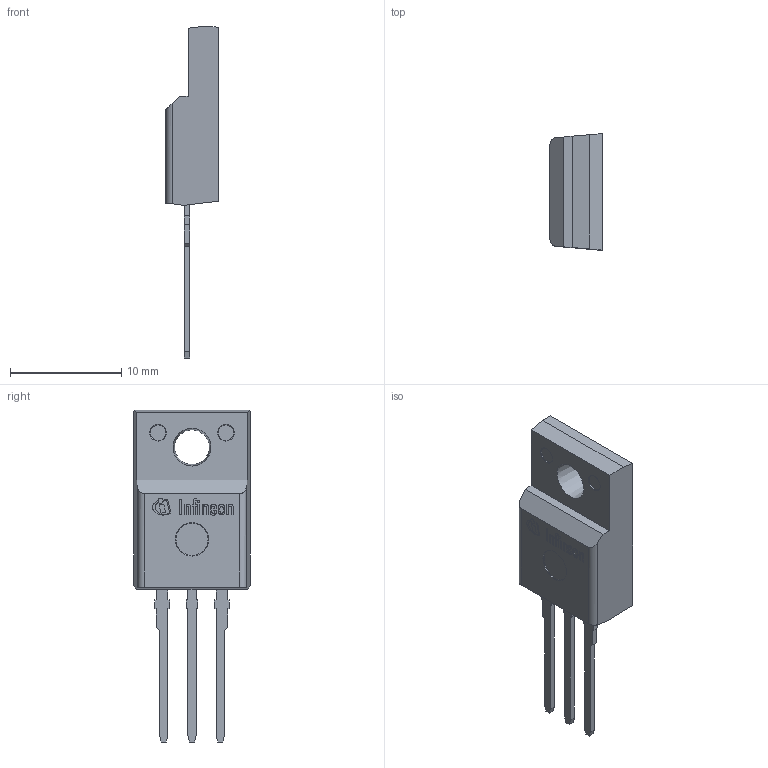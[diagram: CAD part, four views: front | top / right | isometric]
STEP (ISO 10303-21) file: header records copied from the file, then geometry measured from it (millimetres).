
FILE_DESCRIPTION(/* description */ (''),/* implementation_level */ '2;1');
FILE_NAME(/* name */ 'PG-TO220-3-111_Z8B00003288_V03_3D.stp',/* time_stamp */ '2020-03-17T20:38:10+05:00',/* author */ ('janartha'),/* organization */ (''),/* preprocessor_version */ 'ST-DEVELOPER v16.13',/* originating_system */ 'AutoCAD Mechanical',/* authorisation */ '');
FILE_SCHEMA (('AUTOMOTIVE_DESIGN { 1 0 10303 214 3 1 1 }'));
Length unit declared in the file: millimetre
Products named in the file (1): Product
Bounding box: 4.71 x 10.5 x 29.9 mm (x, y, z)
Volume: 616.6 mm3; surface area: 659.1 mm2
Topology: 16 solids, 16 shells, 185 faces, 447 edges, 297 vertices
Faces by surface type: plane 156, bspline 18, cylinder 7, torus 3, cone 1
Full cylindrical faces by diameter (mm): 0.22 x1, 0.458 x1, 1.5 x2, 3 x1
Entity records: 5576 total; most frequent: CARTESIAN_POINT 1387, ORIENTED_EDGE 876, DIRECTION 757, EDGE_CURVE 438, LINE 383, VECTOR 383, VERTEX_POINT 297, EDGE_LOOP 203
